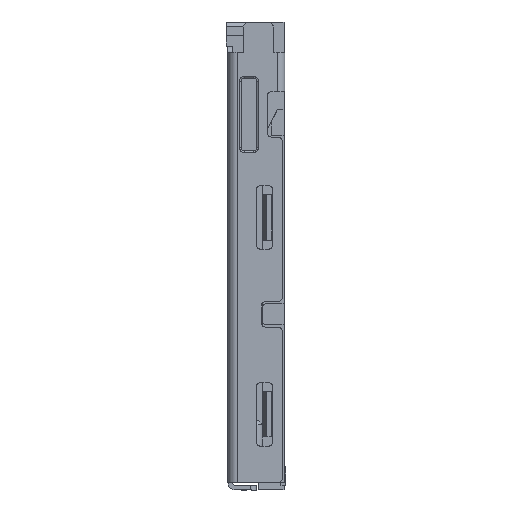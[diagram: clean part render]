
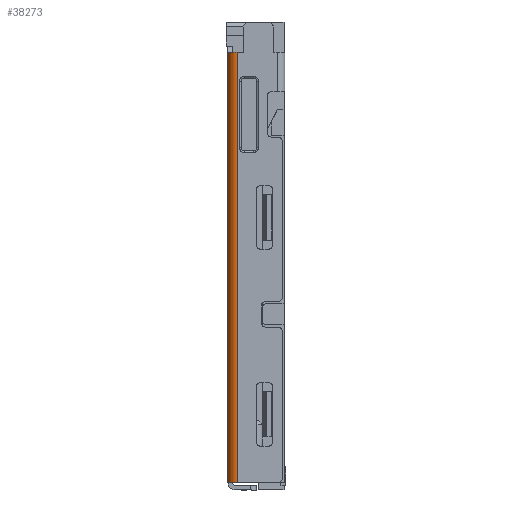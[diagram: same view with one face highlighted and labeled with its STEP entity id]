
A CAD part, left-side view. The second image highlights one B-rep face of the part: STEP entity #38273.
In plain terms, the highlighted cylindrical face has radius 0.3 mm (diameter 0.6 mm), a partial arc.
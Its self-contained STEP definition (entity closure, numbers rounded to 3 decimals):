
#409 = CARTESIAN_POINT ( 'NONE',  ( 0., 15.2, 3.8 ) ) ;
#1065 = EDGE_LOOP ( 'NONE', ( #23771, #29090, #17036, #17177 ) ) ;
#1204 = DIRECTION ( 'NONE',  ( 0., 1., 0. ) ) ;
#2266 = AXIS2_PLACEMENT_3D ( 'NONE', #29257, #8682, #11528 ) ;
#2425 = VERTEX_POINT ( 'NONE', #25752 ) ;
#3532 = VERTEX_POINT ( 'NONE', #409 ) ;
#4905 = EDGE_CURVE ( 'NONE', #2425, #22392, #28092, .T. ) ;
#5421 = LINE ( 'NONE', #20638, #7270 ) ;
#5848 = DIRECTION ( 'NONE',  ( 0., -1., 0. ) ) ;
#7270 = VECTOR ( 'NONE', #5848, 1000. ) ;
#7604 = VERTEX_POINT ( 'NONE', #24856 ) ;
#7857 = CARTESIAN_POINT ( 'NONE',  ( 0.3, 1., 3.8 ) ) ;
#8682 = DIRECTION ( 'NONE',  ( 0., 1., 0. ) ) ;
#9219 = EDGE_CURVE ( 'NONE', #7604, #3532, #15343, .T. ) ;
#11528 = DIRECTION ( 'NONE',  ( 0., 0., -1. ) ) ;
#15274 = EDGE_CURVE ( 'NONE', #7604, #2425, #5421, .T. ) ;
#15343 = CIRCLE ( 'NONE', #2266, 0.3 ) ;
#16329 = DIRECTION ( 'NONE',  ( 0., 0., -1. ) ) ;
#17036 = ORIENTED_EDGE ( 'NONE', *, *, #4905, .T. ) ;
#17177 = ORIENTED_EDGE ( 'NONE', *, *, #25395, .T. ) ;
#18008 = LINE ( 'NONE', #22304, #24929 ) ;
#19581 = CARTESIAN_POINT ( 'NONE',  ( 0., 1., 3.8 ) ) ;
#19952 = CYLINDRICAL_SURFACE ( 'NONE', #37226, 0.3 ) ;
#20638 = CARTESIAN_POINT ( 'NONE',  ( 0.3, 15.484, 3.5 ) ) ;
#22304 = CARTESIAN_POINT ( 'NONE',  ( 0., 7.6, 3.8 ) ) ;
#22392 = VERTEX_POINT ( 'NONE', #19581 ) ;
#23771 = ORIENTED_EDGE ( 'NONE', *, *, #9219, .F. ) ;
#24856 = CARTESIAN_POINT ( 'NONE',  ( 0.3, 15.2, 3.5 ) ) ;
#24929 = VECTOR ( 'NONE', #1204, 1000. ) ;
#25395 = EDGE_CURVE ( 'NONE', #22392, #3532, #18008, .T. ) ;
#25752 = CARTESIAN_POINT ( 'NONE',  ( 0.3, 1., 3.5 ) ) ;
#27332 = AXIS2_PLACEMENT_3D ( 'NONE', #7857, #28431, #34393 ) ;
#28092 = CIRCLE ( 'NONE', #27332, 0.3 ) ;
#28431 = DIRECTION ( 'NONE',  ( 0., 1., 0. ) ) ;
#29090 = ORIENTED_EDGE ( 'NONE', *, *, #15274, .T. ) ;
#29257 = CARTESIAN_POINT ( 'NONE',  ( 0.3, 15.2, 3.8 ) ) ;
#34393 = DIRECTION ( 'NONE',  ( 0., 0., -1. ) ) ;
#36933 = CARTESIAN_POINT ( 'NONE',  ( 0.3, 15.484, 3.8 ) ) ;
#37190 = DIRECTION ( 'NONE',  ( 0., -1., 0. ) ) ;
#37226 = AXIS2_PLACEMENT_3D ( 'NONE', #36933, #37190, #16329 ) ;
#37595 = FACE_OUTER_BOUND ( 'NONE', #1065, .T. ) ;
#38273 = ADVANCED_FACE ( 'NONE', ( #37595 ), #19952, .T. ) ;
